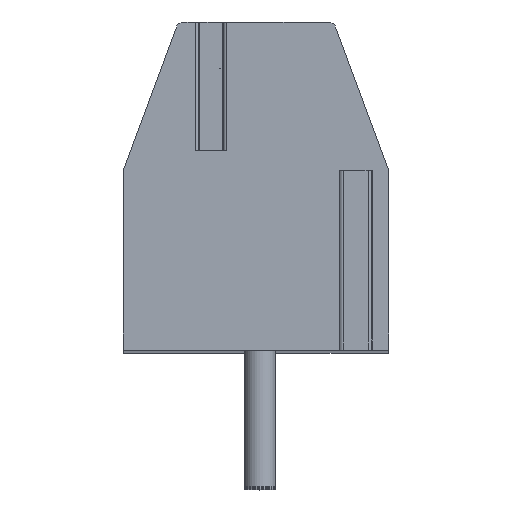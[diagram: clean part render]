
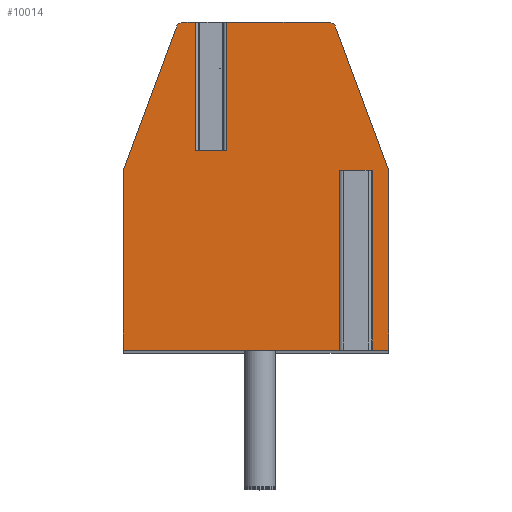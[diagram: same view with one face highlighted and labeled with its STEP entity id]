
A CAD part, top view. The second image highlights one B-rep face of the part: STEP entity #10014.
In plain terms, the highlighted planar face has unit normal (0, 0, 1).
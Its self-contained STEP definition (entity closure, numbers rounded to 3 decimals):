
#1=DIRECTION('',(1.,0.,0.));
#2=VECTOR('',#1,0.796);
#3=CARTESIAN_POINT('',(-1.548,0.9,47.25));
#4=LINE('',#3,#2);
#5=DIRECTION('',(0.,1.,0.));
#6=VECTOR('',#5,3.3);
#7=CARTESIAN_POINT('',(-0.752,0.9,47.25));
#8=LINE('',#7,#6);
#9=DIRECTION('',(-1.,0.,0.));
#10=VECTOR('',#9,2.603);
#11=CARTESIAN_POINT('',(1.851,4.2,47.25));
#12=LINE('',#11,#10);
#13=CARTESIAN_POINT('',(1.851,4.,47.25));
#14=DIRECTION('',(0.,0.,1.));
#15=DIRECTION('',(0.938,0.348,0.));
#16=AXIS2_PLACEMENT_3D('',#13,#14,#15);
#18=DIRECTION('',(-0.348,0.938,0.));
#19=VECTOR('',#18,3.914);
#20=CARTESIAN_POINT('',(3.4,0.4,47.25));
#21=LINE('',#20,#19);
#22=DIRECTION('',(0.,1.,0.));
#23=VECTOR('',#22,4.6);
#24=CARTESIAN_POINT('',(3.4,-4.2,47.25));
#25=LINE('',#24,#23);
#26=DIRECTION('',(1.,0.,0.));
#27=VECTOR('',#26,0.634);
#28=CARTESIAN_POINT('',(2.766,-4.2,47.25));
#29=LINE('',#28,#27);
#30=DIRECTION('',(0.,1.,0.));
#31=VECTOR('',#30,4.6);
#32=CARTESIAN_POINT('',(2.766,-4.2,47.25));
#33=LINE('',#32,#31);
#34=DIRECTION('',(-1.,0.,0.));
#35=VECTOR('',#34,0.43);
#36=CARTESIAN_POINT('',(2.766,0.4,47.25));
#37=LINE('',#36,#35);
#38=DIRECTION('',(0.,1.,0.));
#39=VECTOR('',#38,4.6);
#40=CARTESIAN_POINT('',(2.336,-4.2,47.25));
#41=LINE('',#40,#39);
#42=DIRECTION('',(1.,0.,0.));
#43=VECTOR('',#42,5.736);
#44=CARTESIAN_POINT('',(-3.4,-4.2,47.25));
#45=LINE('',#44,#43);
#46=DIRECTION('',(0.,-1.,0.));
#47=VECTOR('',#46,4.6);
#48=CARTESIAN_POINT('',(-3.4,0.4,47.25));
#49=LINE('',#48,#47);
#50=DIRECTION('',(-0.348,-0.938,0.));
#51=VECTOR('',#50,3.914);
#52=CARTESIAN_POINT('',(-2.038,4.07,47.25));
#53=LINE('',#52,#51);
#54=CARTESIAN_POINT('',(-1.851,4.,47.25));
#55=DIRECTION('',(0.,0.,1.));
#56=DIRECTION('',(0.,1.,0.));
#57=AXIS2_PLACEMENT_3D('',#54,#55,#56);
#59=DIRECTION('',(-1.,0.,0.));
#60=VECTOR('',#59,0.303);
#61=CARTESIAN_POINT('',(-1.548,4.2,47.25));
#62=LINE('',#61,#60);
#63=DIRECTION('',(0.,1.,0.));
#64=VECTOR('',#63,3.3);
#65=CARTESIAN_POINT('',(-1.548,0.9,47.25));
#66=LINE('',#65,#64);
#7825=CARTESIAN_POINT('',(-1.851,4.2,47.25));
#7826=CARTESIAN_POINT('',(-2.038,4.07,47.25));
#7827=VERTEX_POINT('',#7825);
#7828=VERTEX_POINT('',#7826);
#7829=CARTESIAN_POINT('',(-3.4,0.4,47.25));
#7830=VERTEX_POINT('',#7829);
#7831=CARTESIAN_POINT('',(-3.4,-4.2,47.25));
#7832=VERTEX_POINT('',#7831);
#7833=CARTESIAN_POINT('',(3.4,-4.2,47.25));
#7834=CARTESIAN_POINT('',(3.4,0.4,47.25));
#7835=VERTEX_POINT('',#7833);
#7836=VERTEX_POINT('',#7834);
#7837=CARTESIAN_POINT('',(2.038,4.07,47.25));
#7838=VERTEX_POINT('',#7837);
#7839=CARTESIAN_POINT('',(1.851,4.2,47.25));
#7840=VERTEX_POINT('',#7839);
#7881=CARTESIAN_POINT('',(2.766,0.4,47.25));
#7882=CARTESIAN_POINT('',(2.336,0.4,47.25));
#7883=VERTEX_POINT('',#7881);
#7884=VERTEX_POINT('',#7882);
#7885=CARTESIAN_POINT('',(2.336,-4.2,47.25));
#7886=VERTEX_POINT('',#7885);
#7887=CARTESIAN_POINT('',(2.766,-4.2,47.25));
#7888=VERTEX_POINT('',#7887);
#7949=CARTESIAN_POINT('',(-1.548,0.9,47.25));
#7950=CARTESIAN_POINT('',(-0.752,0.9,47.25));
#7951=VERTEX_POINT('',#7949);
#7952=VERTEX_POINT('',#7950);
#7953=CARTESIAN_POINT('',(-1.548,4.2,47.25));
#7954=VERTEX_POINT('',#7953);
#7955=CARTESIAN_POINT('',(-0.752,4.2,47.25));
#7956=VERTEX_POINT('',#7955);
#9975=CARTESIAN_POINT('',(0.,0.,47.25));
#9976=DIRECTION('',(0.,0.,1.));
#9977=DIRECTION('',(1.,0.,0.));
#9978=AXIS2_PLACEMENT_3D('',#9975,#9976,#9977);
#9979=PLANE('',#9978);
#9981=ORIENTED_EDGE('',*,*,#9980,.T.);
#9983=ORIENTED_EDGE('',*,*,#9982,.T.);
#9985=ORIENTED_EDGE('',*,*,#9984,.F.);
#9987=ORIENTED_EDGE('',*,*,#9986,.F.);
#9989=ORIENTED_EDGE('',*,*,#9988,.F.);
#9991=ORIENTED_EDGE('',*,*,#9990,.F.);
#9993=ORIENTED_EDGE('',*,*,#9992,.F.);
#9995=ORIENTED_EDGE('',*,*,#9994,.T.);
#9997=ORIENTED_EDGE('',*,*,#9996,.T.);
#9999=ORIENTED_EDGE('',*,*,#9998,.F.);
#10001=ORIENTED_EDGE('',*,*,#10000,.F.);
#10003=ORIENTED_EDGE('',*,*,#10002,.F.);
#10005=ORIENTED_EDGE('',*,*,#10004,.F.);
#10007=ORIENTED_EDGE('',*,*,#10006,.F.);
#10009=ORIENTED_EDGE('',*,*,#10008,.F.);
#10011=ORIENTED_EDGE('',*,*,#10010,.F.);
#10012=EDGE_LOOP('',(#9981,#9983,#9985,#9987,#9989,#9991,#9993,#9995,#9997,
#9999,#10001,#10003,#10005,#10007,#10009,#10011));
#10013=FACE_OUTER_BOUND('',#10012,.F.);
#10014=ADVANCED_FACE('',(#10013),#9979,.T.);
#17=CIRCLE('',#16,0.2);
#58=CIRCLE('',#57,0.2);
#9980=EDGE_CURVE('',#7951,#7952,#4,.T.);
#9982=EDGE_CURVE('',#7952,#7956,#8,.T.);
#9984=EDGE_CURVE('',#7840,#7956,#12,.T.);
#9986=EDGE_CURVE('',#7838,#7840,#17,.T.);
#9988=EDGE_CURVE('',#7836,#7838,#21,.T.);
#9990=EDGE_CURVE('',#7835,#7836,#25,.T.);
#9992=EDGE_CURVE('',#7888,#7835,#29,.T.);
#9994=EDGE_CURVE('',#7888,#7883,#33,.T.);
#9996=EDGE_CURVE('',#7883,#7884,#37,.T.);
#9998=EDGE_CURVE('',#7886,#7884,#41,.T.);
#10000=EDGE_CURVE('',#7832,#7886,#45,.T.);
#10002=EDGE_CURVE('',#7830,#7832,#49,.T.);
#10004=EDGE_CURVE('',#7828,#7830,#53,.T.);
#10006=EDGE_CURVE('',#7827,#7828,#58,.T.);
#10008=EDGE_CURVE('',#7954,#7827,#62,.T.);
#10010=EDGE_CURVE('',#7951,#7954,#66,.T.);
